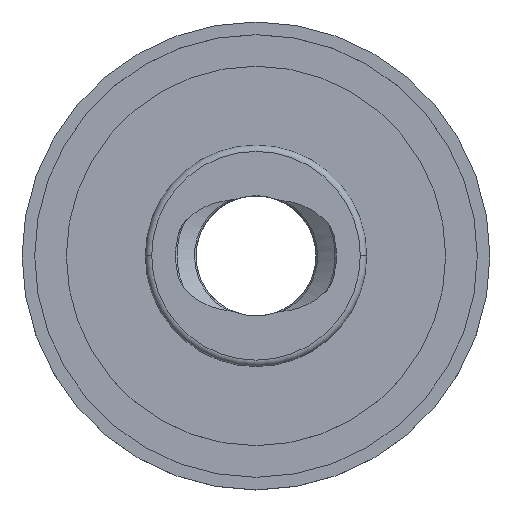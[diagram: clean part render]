
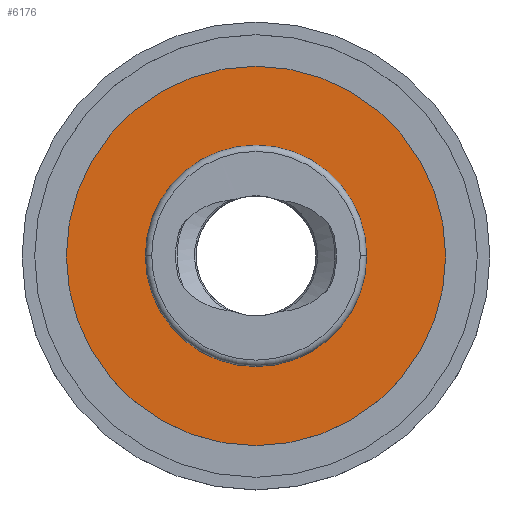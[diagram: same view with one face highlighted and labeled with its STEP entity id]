
A CAD part, top view. The second image highlights one B-rep face of the part: STEP entity #6176.
In plain terms, the highlighted planar face has unit normal (0, 0, 1).
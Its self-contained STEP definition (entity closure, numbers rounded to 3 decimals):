
#19 = DIRECTION ( 'NONE',  ( 1., 0., 0. ) ) ;
#527 = DIRECTION ( 'NONE',  ( 1., 0., 0. ) ) ;
#586 = CARTESIAN_POINT ( 'NONE',  ( 0., 0., -3.3 ) ) ;
#606 = CARTESIAN_POINT ( 'NONE',  ( 3.5, 0., -3.3 ) ) ;
#666 = CARTESIAN_POINT ( 'NONE',  ( 0., 3.5, -3.3 ) ) ;
#743 = PLANE ( 'NONE',  #3274 ) ;
#760 = CIRCLE ( 'NONE', #3623, 6. ) ;
#923 = FACE_BOUND ( 'NONE', #7633, .T. ) ;
#1106 = FACE_OUTER_BOUND ( 'NONE', #5820, .T. ) ;
#1243 = EDGE_CURVE ( 'NONE', #4697, #2115, #5879, .T. ) ;
#1318 = DIRECTION ( 'NONE',  ( 0., 0., -1. ) ) ;
#1722 = VERTEX_POINT ( 'NONE', #5139 ) ;
#1839 = CARTESIAN_POINT ( 'NONE',  ( 0., 0., -3.3 ) ) ;
#2088 = EDGE_CURVE ( 'NONE', #1722, #5267, #3071, .T. ) ;
#2115 = VERTEX_POINT ( 'NONE', #606 ) ;
#2336 = ORIENTED_EDGE ( 'NONE', *, *, #1243, .F. ) ;
#2341 = AXIS2_PLACEMENT_3D ( 'NONE', #4419, #7424, #5020 ) ;
#3071 = CIRCLE ( 'NONE', #4872, 6. ) ;
#3225 = AXIS2_PLACEMENT_3D ( 'NONE', #1839, #5942, #19 ) ;
#3274 = AXIS2_PLACEMENT_3D ( 'NONE', #666, #1318, #4887 ) ;
#3570 = DIRECTION ( 'NONE',  ( 0., 0., 1. ) ) ;
#3608 = EDGE_CURVE ( 'NONE', #5267, #1722, #760, .T. ) ;
#3623 = AXIS2_PLACEMENT_3D ( 'NONE', #586, #3680, #5309 ) ;
#3680 = DIRECTION ( 'NONE',  ( 0., 0., 1. ) ) ;
#4419 = CARTESIAN_POINT ( 'NONE',  ( 0., 0., -3.3 ) ) ;
#4697 = VERTEX_POINT ( 'NONE', #7562 ) ;
#4787 = ORIENTED_EDGE ( 'NONE', *, *, #5218, .F. ) ;
#4872 = AXIS2_PLACEMENT_3D ( 'NONE', #5354, #3570, #527 ) ;
#4887 = DIRECTION ( 'NONE',  ( -1., 0., 0. ) ) ;
#5020 = DIRECTION ( 'NONE',  ( 1., 0., 0. ) ) ;
#5139 = CARTESIAN_POINT ( 'NONE',  ( -6., 0., -3.3 ) ) ;
#5218 = EDGE_CURVE ( 'NONE', #2115, #4697, #5591, .T. ) ;
#5249 = ORIENTED_EDGE ( 'NONE', *, *, #3608, .T. ) ;
#5267 = VERTEX_POINT ( 'NONE', #6460 ) ;
#5309 = DIRECTION ( 'NONE',  ( 1., 0., 0. ) ) ;
#5354 = CARTESIAN_POINT ( 'NONE',  ( 0., 0., -3.3 ) ) ;
#5591 = CIRCLE ( 'NONE', #3225, 3.5 ) ;
#5820 = EDGE_LOOP ( 'NONE', ( #5249, #7089 ) ) ;
#5879 = CIRCLE ( 'NONE', #2341, 3.5 ) ;
#5942 = DIRECTION ( 'NONE',  ( 0., 0., 1. ) ) ;
#6176 = ADVANCED_FACE ( 'Face9', ( #923, #1106 ), #743, .F. ) ;
#6460 = CARTESIAN_POINT ( 'NONE',  ( 6., 0., -3.3 ) ) ;
#7089 = ORIENTED_EDGE ( 'NONE', *, *, #2088, .T. ) ;
#7424 = DIRECTION ( 'NONE',  ( 0., 0., 1. ) ) ;
#7562 = CARTESIAN_POINT ( 'NONE',  ( -3.5, 0., -3.3 ) ) ;
#7633 = EDGE_LOOP ( 'NONE', ( #4787, #2336 ) ) ;
